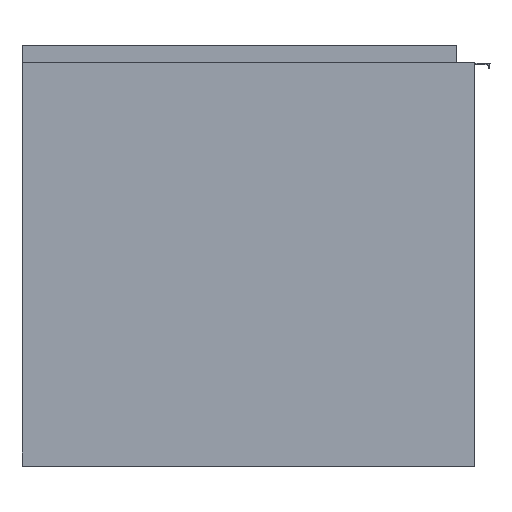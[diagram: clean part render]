
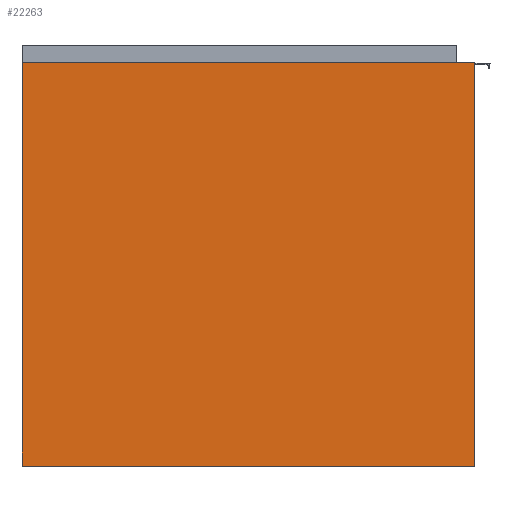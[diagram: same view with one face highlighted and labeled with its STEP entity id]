
A CAD part, left-side view. The second image highlights one B-rep face of the part: STEP entity #22263.
In plain terms, the highlighted planar face has unit normal (-1, 0, 0).
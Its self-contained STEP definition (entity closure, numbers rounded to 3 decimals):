
#2060=FACE_OUTER_BOUND('',#3340,.T.);
#3340=EDGE_LOOP('',(#16010,#16011,#16012,#16013));
#5004=LINE('',#33081,#7373);
#5008=LINE('',#33089,#7377);
#5011=LINE('',#33095,#7380);
#5014=LINE('',#33100,#7383);
#7373=VECTOR('',#26624,462.);
#7377=VECTOR('',#26630,412.);
#7380=VECTOR('',#26635,462.);
#7383=VECTOR('',#26640,412.);
#9627=VERTEX_POINT('',#33079);
#9628=VERTEX_POINT('',#33080);
#9631=VERTEX_POINT('',#33088);
#9633=VERTEX_POINT('',#33094);
#12029=EDGE_CURVE('',#9627,#9628,#5004,.T.);
#12033=EDGE_CURVE('',#9631,#9627,#5008,.T.);
#12036=EDGE_CURVE('',#9633,#9631,#5011,.T.);
#12039=EDGE_CURVE('',#9628,#9633,#5014,.T.);
#16010=ORIENTED_EDGE('',*,*,#12039,.F.);
#16011=ORIENTED_EDGE('',*,*,#12029,.F.);
#16012=ORIENTED_EDGE('',*,*,#12033,.F.);
#16013=ORIENTED_EDGE('',*,*,#12036,.F.);
#21427=PLANE('',#23649);
#22263=ADVANCED_FACE('',(#2060),#21427,.F.);
#23649=AXIS2_PLACEMENT_3D('',#33103,#26644,#26645);
#26624=DIRECTION('',(0.,1.,0.));
#26630=DIRECTION('',(0.,0.,-1.));
#26635=DIRECTION('',(0.,-1.,0.));
#26640=DIRECTION('',(0.,0.,1.));
#26644=DIRECTION('center_axis',(1.,0.,0.));
#26645=DIRECTION('ref_axis',(0.,0.,-1.));
#33079=CARTESIAN_POINT('',(0.,0.,0.));
#33080=CARTESIAN_POINT('',(0.,462.,0.));
#33081=CARTESIAN_POINT('',(0.,0.,0.));
#33088=CARTESIAN_POINT('',(0.,0.,412.));
#33089=CARTESIAN_POINT('',(0.,0.,412.));
#33094=CARTESIAN_POINT('',(0.,462.,412.));
#33095=CARTESIAN_POINT('',(0.,462.,412.));
#33100=CARTESIAN_POINT('',(0.,462.,0.));
#33103=CARTESIAN_POINT('Origin',(0.,231.,206.));
